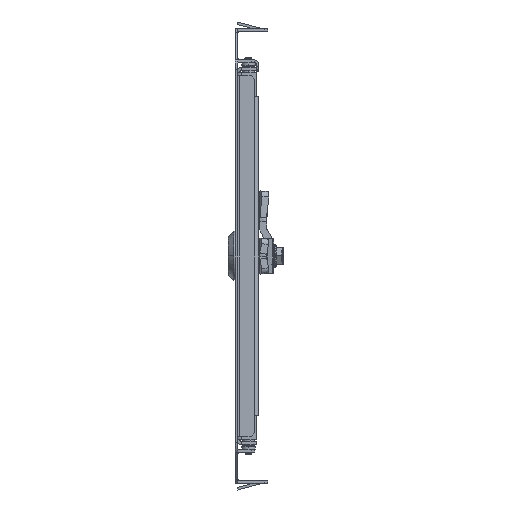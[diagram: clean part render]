
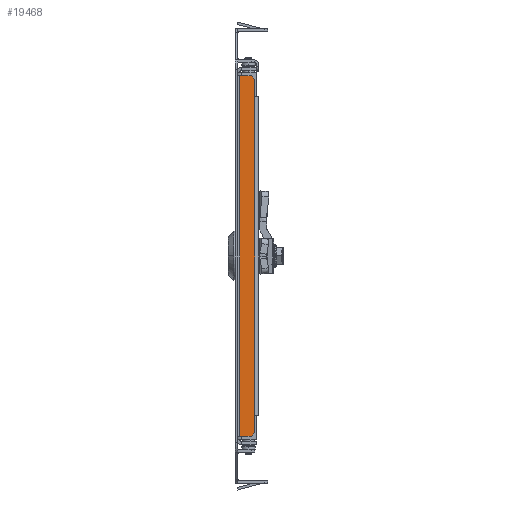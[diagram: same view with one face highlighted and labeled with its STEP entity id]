
A CAD part, left-side view. The second image highlights one B-rep face of the part: STEP entity #19468.
In plain terms, the highlighted planar face has unit normal (1, 0, 0).
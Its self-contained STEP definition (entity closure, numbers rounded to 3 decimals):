
#257 = EDGE_CURVE ( 'NONE', #29412, #10078, #11775, .T. ) ;
#448 = CARTESIAN_POINT ( 'NONE',  ( -162.5, -2.5, -103.25 ) ) ;
#1714 = VERTEX_POINT ( 'NONE', #9954 ) ;
#2056 = ORIENTED_EDGE ( 'NONE', *, *, #257, .T. ) ;
#2303 = AXIS2_PLACEMENT_3D ( 'NONE', #10420, #13092, #17325 ) ;
#3023 = VECTOR ( 'NONE', #5831, 1000. ) ;
#3048 = DIRECTION ( 'NONE',  ( 0., 0., -1. ) ) ;
#3536 = VECTOR ( 'NONE', #18659, 1000. ) ;
#4161 = VECTOR ( 'NONE', #29602, 1000. ) ;
#5831 = DIRECTION ( 'NONE',  ( 0., 0., 1. ) ) ;
#6180 = VECTOR ( 'NONE', #3048, 1000. ) ;
#6609 = VECTOR ( 'NONE', #30142, 1000. ) ;
#6757 = VERTEX_POINT ( 'NONE', #23574 ) ;
#6979 = LINE ( 'NONE', #16588, #27797 ) ;
#8266 = CARTESIAN_POINT ( 'NONE',  ( -162.5, -2.5, 103.25 ) ) ;
#8421 = EDGE_CURVE ( 'NONE', #18263, #21860, #15127, .T. ) ;
#8532 = EDGE_CURVE ( 'NONE', #6757, #30916, #17786, .T. ) ;
#8892 = LINE ( 'NONE', #30549, #25118 ) ;
#9215 = DIRECTION ( 'NONE',  ( 0., -0.707, 0.707 ) ) ;
#9408 = EDGE_CURVE ( 'NONE', #6757, #1714, #29803, .T. ) ;
#9735 = CARTESIAN_POINT ( 'NONE',  ( -162.5, -11., 101.25 ) ) ;
#9954 = CARTESIAN_POINT ( 'NONE',  ( -162.5, -11., -101.25 ) ) ;
#10078 = VERTEX_POINT ( 'NONE', #448 ) ;
#10420 = CARTESIAN_POINT ( 'NONE',  ( -162.5, 0., 0. ) ) ;
#10570 = PLANE ( 'NONE',  #2303 ) ;
#10788 = LINE ( 'NONE', #15517, #4161 ) ;
#10961 = CARTESIAN_POINT ( 'NONE',  ( -162.5, -9., 103.25 ) ) ;
#11775 = LINE ( 'NONE', #11940, #13649 ) ;
#11940 = CARTESIAN_POINT ( 'NONE',  ( -162.5, -1.5, -103.25 ) ) ;
#12083 = VERTEX_POINT ( 'NONE', #9735 ) ;
#12877 = EDGE_CURVE ( 'NONE', #12083, #21860, #6979, .T. ) ;
#13092 = DIRECTION ( 'NONE',  ( -1., 0., 0. ) ) ;
#13649 = VECTOR ( 'NONE', #21568, 1000. ) ;
#15127 = LINE ( 'NONE', #25376, #6609 ) ;
#15517 = CARTESIAN_POINT ( 'NONE',  ( -162.5, -11., -103.25 ) ) ;
#16588 = CARTESIAN_POINT ( 'NONE',  ( -162.5, -11., 101.25 ) ) ;
#16894 = DIRECTION ( 'NONE',  ( 0., 0.707, 0.707 ) ) ;
#17325 = DIRECTION ( 'NONE',  ( 0., -1., 0. ) ) ;
#17585 = CARTESIAN_POINT ( 'NONE',  ( -162.5, -9., -103.25 ) ) ;
#17755 = CARTESIAN_POINT ( 'NONE',  ( -162.5, -11., -103.25 ) ) ;
#17786 = LINE ( 'NONE', #27462, #3023 ) ;
#18263 = VERTEX_POINT ( 'NONE', #27725 ) ;
#18659 = DIRECTION ( 'NONE',  ( 0., 0., -1. ) ) ;
#19468 = ADVANCED_FACE ( 'NONE', ( #19877 ), #10570, .F. ) ;
#19877 = FACE_OUTER_BOUND ( 'NONE', #27560, .T. ) ;
#21063 = CARTESIAN_POINT ( 'NONE',  ( -162.5, -11., 91.25 ) ) ;
#21568 = DIRECTION ( 'NONE',  ( 0., 1., 0. ) ) ;
#21671 = ORIENTED_EDGE ( 'NONE', *, *, #9408, .T. ) ;
#21860 = VERTEX_POINT ( 'NONE', #10961 ) ;
#23574 = CARTESIAN_POINT ( 'NONE',  ( -162.5, -11., -91.25 ) ) ;
#23587 = EDGE_CURVE ( 'NONE', #29412, #1714, #8892, .T. ) ;
#24615 = ORIENTED_EDGE ( 'NONE', *, *, #12877, .F. ) ;
#25118 = VECTOR ( 'NONE', #9215, 1000. ) ;
#25125 = ORIENTED_EDGE ( 'NONE', *, *, #26925, .F. ) ;
#25376 = CARTESIAN_POINT ( 'NONE',  ( -162.5, -11., 103.25 ) ) ;
#26611 = ORIENTED_EDGE ( 'NONE', *, *, #8421, .T. ) ;
#26925 = EDGE_CURVE ( 'NONE', #18263, #10078, #29920, .T. ) ;
#26932 = EDGE_CURVE ( 'NONE', #12083, #30916, #10788, .T. ) ;
#27462 = CARTESIAN_POINT ( 'NONE',  ( -162.5, -11., 0. ) ) ;
#27560 = EDGE_LOOP ( 'NONE', ( #2056, #25125, #26611, #24615, #28761, #28845, #21671, #29698 ) ) ;
#27725 = CARTESIAN_POINT ( 'NONE',  ( -162.5, -2.5, 103.25 ) ) ;
#27797 = VECTOR ( 'NONE', #16894, 1000. ) ;
#28761 = ORIENTED_EDGE ( 'NONE', *, *, #26932, .T. ) ;
#28845 = ORIENTED_EDGE ( 'NONE', *, *, #8532, .F. ) ;
#29412 = VERTEX_POINT ( 'NONE', #17585 ) ;
#29602 = DIRECTION ( 'NONE',  ( 0., 0., -1. ) ) ;
#29698 = ORIENTED_EDGE ( 'NONE', *, *, #23587, .F. ) ;
#29803 = LINE ( 'NONE', #17755, #3536 ) ;
#29920 = LINE ( 'NONE', #8266, #6180 ) ;
#30142 = DIRECTION ( 'NONE',  ( 0., -1., 0. ) ) ;
#30549 = CARTESIAN_POINT ( 'NONE',  ( -162.5, -9., -103.25 ) ) ;
#30916 = VERTEX_POINT ( 'NONE', #21063 ) ;
